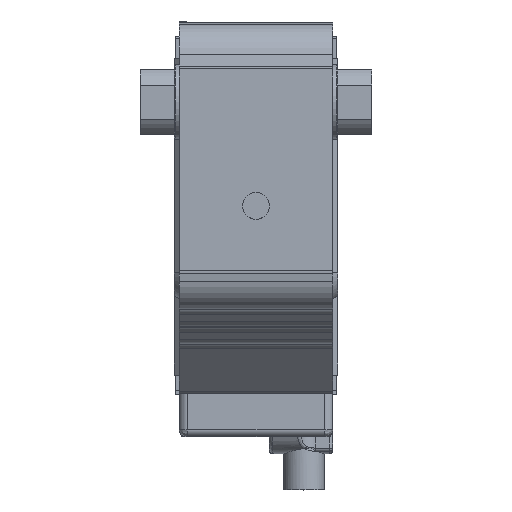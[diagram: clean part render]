
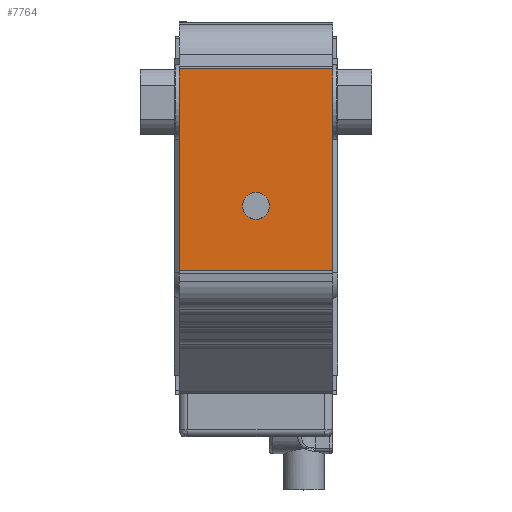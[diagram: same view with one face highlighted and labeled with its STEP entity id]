
A CAD part, top view. The second image highlights one B-rep face of the part: STEP entity #7764.
In plain terms, the highlighted planar face has unit normal (0, 0, 1).
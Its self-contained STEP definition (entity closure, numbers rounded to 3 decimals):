
#160=FACE_BOUND('',#1465,.T.);
#464=CIRCLE('',#8477,3.95);
#1021=FACE_OUTER_BOUND('',#1464,.T.);
#1464=EDGE_LOOP('',(#6485,#6486,#6487,#6488));
#1465=EDGE_LOOP('',(#6489));
#2081=LINE('',#12853,#2750);
#2101=LINE('',#12918,#2770);
#2102=LINE('',#12922,#2771);
#2103=LINE('',#12923,#2772);
#2750=VECTOR('',#10395,10.);
#2770=VECTOR('',#10455,10.);
#2771=VECTOR('',#10460,10.);
#2772=VECTOR('',#10461,10.);
#3474=VERTEX_POINT('',#12545);
#3574=VERTEX_POINT('',#12850);
#3575=VERTEX_POINT('',#12852);
#3600=VERTEX_POINT('',#12917);
#3601=VERTEX_POINT('',#12921);
#4435=EDGE_CURVE('',#3474,#3474,#464,.T.);
#4585=EDGE_CURVE('',#3575,#3574,#2081,.T.);
#4617=EDGE_CURVE('',#3575,#3600,#2101,.T.);
#4619=EDGE_CURVE('',#3574,#3601,#2102,.T.);
#4620=EDGE_CURVE('',#3601,#3600,#2103,.T.);
#6485=ORIENTED_EDGE('',*,*,#4585,.T.);
#6486=ORIENTED_EDGE('',*,*,#4619,.T.);
#6487=ORIENTED_EDGE('',*,*,#4620,.T.);
#6488=ORIENTED_EDGE('',*,*,#4617,.F.);
#6489=ORIENTED_EDGE('',*,*,#4435,.T.);
#7447=PLANE('',#8590);
#7764=ADVANCED_FACE('',(#1021,#160),#7447,.T.);
#8477=AXIS2_PLACEMENT_3D('',#12547,#10107,#10108);
#8590=AXIS2_PLACEMENT_3D('',#12920,#10458,#10459);
#10107=DIRECTION('center_axis',(0.,0.,-1.));
#10108=DIRECTION('ref_axis',(-1.,0.,0.));
#10395=DIRECTION('',(0.,1.,0.));
#10455=DIRECTION('',(-1.,0.,0.));
#10458=DIRECTION('center_axis',(0.,0.,1.));
#10459=DIRECTION('ref_axis',(0.,-1.,0.));
#10460=DIRECTION('',(-1.,0.,0.));
#10461=DIRECTION('',(0.,-1.,0.));
#12545=CARTESIAN_POINT('',(3.95,-30.5,51.5));
#12547=CARTESIAN_POINT('Origin',(0.,-30.5,51.5));
#12850=CARTESIAN_POINT('',(22.5,9.689,51.5));
#12852=CARTESIAN_POINT('',(22.5,-49.563,51.5));
#12853=CARTESIAN_POINT('',(22.5,4.845,51.5));
#12917=CARTESIAN_POINT('',(-22.5,-49.563,51.5));
#12918=CARTESIAN_POINT('',(0.,-49.563,51.5));
#12920=CARTESIAN_POINT('Origin',(0.,9.689,51.5));
#12921=CARTESIAN_POINT('',(-22.5,9.689,51.5));
#12922=CARTESIAN_POINT('',(0.,9.689,51.5));
#12923=CARTESIAN_POINT('',(-22.5,4.845,51.5));
